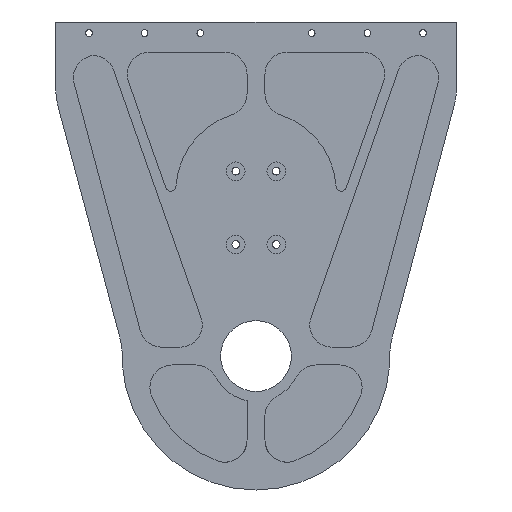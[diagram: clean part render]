
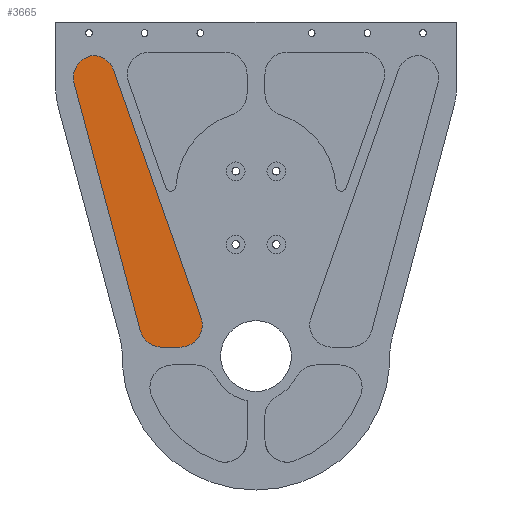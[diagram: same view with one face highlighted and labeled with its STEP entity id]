
A CAD part, left-side view. The second image highlights one B-rep face of the part: STEP entity #3665.
In plain terms, the highlighted planar face has unit normal (-1, 0, 0).
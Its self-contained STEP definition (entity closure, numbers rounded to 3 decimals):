
#13 = CARTESIAN_POINT ( 'NONE',  ( 0., 93287.879, 264178.965 ) ) ;
#112 = DIRECTION ( 'NONE',  ( 1., 0., 0. ) ) ;
#121 = EDGE_CURVE ( 'NONE', #3467, #1780, #4908, .T. ) ;
#327 = CARTESIAN_POINT ( 'NONE',  ( 0., 73.324, 125. ) ) ;
#329 = VERTEX_POINT ( 'NONE', #1396 ) ;
#371 = EDGE_CURVE ( 'NONE', #3895, #3467, #1966, .T. ) ;
#399 = ORIENTED_EDGE ( 'NONE', *, *, #2249, .F. ) ;
#480 = DIRECTION ( 'NONE',  ( 0., 0., -1. ) ) ;
#481 = EDGE_LOOP ( 'NONE', ( #1438, #1965, #1059, #1580, #5204, #399, #3777 ) ) ;
#494 = AXIS2_PLACEMENT_3D ( 'NONE', #2258, #2661, #1142 ) ;
#669 = AXIS2_PLACEMENT_3D ( 'NONE', #1813, #2933, #480 ) ;
#988 = CARTESIAN_POINT ( 'NONE',  ( 0., 42.321, 14. ) ) ;
#1059 = ORIENTED_EDGE ( 'NONE', *, *, #3905, .F. ) ;
#1106 = AXIS2_PLACEMENT_3D ( 'NONE', #4387, #2545, #2153 ) ;
#1108 = CARTESIAN_POINT ( 'NONE',  ( 0., 24.706, 17.329 ) ) ;
#1142 = DIRECTION ( 'NONE',  ( 0., 0., -1. ) ) ;
#1214 = VERTEX_POINT ( 'NONE', #4014 ) ;
#1233 = DIRECTION ( 'NONE',  ( 0., -0.333, -0.943 ) ) ;
#1242 = EDGE_CURVE ( 'NONE', #1214, #3942, #1609, .T. ) ;
#1331 = CARTESIAN_POINT ( 'NONE',  ( 0., 72.651, 134.977 ) ) ;
#1396 = CARTESIAN_POINT ( 'NONE',  ( 0., 42.321, 4. ) ) ;
#1438 = ORIENTED_EDGE ( 'NONE', *, *, #2369, .F. ) ;
#1580 = ORIENTED_EDGE ( 'NONE', *, *, #121, .F. ) ;
#1609 = LINE ( 'NONE', #4909, #3856 ) ;
#1727 = DIRECTION ( 'NONE',  ( 0., 0., -1. ) ) ;
#1780 = VERTEX_POINT ( 'NONE', #1108 ) ;
#1813 = CARTESIAN_POINT ( 'NONE',  ( 0., 34.135, 14. ) ) ;
#1913 = CARTESIAN_POINT ( 'NONE',  ( 0., 34.135, 4. ) ) ;
#1965 = ORIENTED_EDGE ( 'NONE', *, *, #2031, .F. ) ;
#1966 = CIRCLE ( 'NONE', #2303, 10. ) ;
#2031 = EDGE_CURVE ( 'NONE', #3714, #329, #3419, .T. ) ;
#2153 = DIRECTION ( 'NONE',  ( 0., 0., -1. ) ) ;
#2225 = CARTESIAN_POINT ( 'NONE',  ( 0., -291501., 4. ) ) ;
#2249 = EDGE_CURVE ( 'NONE', #3942, #3895, #2968, .T. ) ;
#2258 = CARTESIAN_POINT ( 'NONE',  ( 0., 42.321, 14. ) ) ;
#2303 = AXIS2_PLACEMENT_3D ( 'NONE', #327, #5144, #4374 ) ;
#2369 = EDGE_CURVE ( 'NONE', #329, #1214, #2550, .T. ) ;
#2545 = DIRECTION ( 'NONE',  ( 1., 0., 0. ) ) ;
#2550 = CIRCLE ( 'NONE', #4582, 10. ) ;
#2661 = DIRECTION ( 'NONE',  ( 1., 0., 0. ) ) ;
#2915 = CARTESIAN_POINT ( 'NONE',  ( 0., 63.895, 128.329 ) ) ;
#2933 = DIRECTION ( 'NONE',  ( 1., 0., 0. ) ) ;
#2935 = CIRCLE ( 'NONE', #669, 10. ) ;
#2968 = CIRCLE ( 'NONE', #1106, 10. ) ;
#3014 = DIRECTION ( 'NONE',  ( 0., 1., 0. ) ) ;
#3156 = FACE_OUTER_BOUND ( 'NONE', #481, .T. ) ;
#3419 = LINE ( 'NONE', #2225, #5227 ) ;
#3467 = VERTEX_POINT ( 'NONE', #2915 ) ;
#3665 = ADVANCED_FACE ( 'NONE', ( #3156 ), #4370, .F. ) ;
#3714 = VERTEX_POINT ( 'NONE', #1913 ) ;
#3777 = ORIENTED_EDGE ( 'NONE', *, *, #1242, .F. ) ;
#3856 = VECTOR ( 'NONE', #4113, 1000. ) ;
#3895 = VERTEX_POINT ( 'NONE', #1331 ) ;
#3905 = EDGE_CURVE ( 'NONE', #1780, #3714, #2935, .T. ) ;
#3942 = VERTEX_POINT ( 'NONE', #4159 ) ;
#4014 = CARTESIAN_POINT ( 'NONE',  ( 0., 51.982, 11.419 ) ) ;
#4113 = DIRECTION ( 'NONE',  ( 0., 0.258, 0.966 ) ) ;
#4159 = CARTESIAN_POINT ( 'NONE',  ( 0., 81.639, 122.419 ) ) ;
#4370 = PLANE ( 'NONE',  #494 ) ;
#4374 = DIRECTION ( 'NONE',  ( 0., 0., -1. ) ) ;
#4387 = CARTESIAN_POINT ( 'NONE',  ( 0., 71.977, 125. ) ) ;
#4582 = AXIS2_PLACEMENT_3D ( 'NONE', #988, #112, #1727 ) ;
#4681 = VECTOR ( 'NONE', #1233, 1000. ) ;
#4908 = LINE ( 'NONE', #13, #4681 ) ;
#4909 = CARTESIAN_POINT ( 'NONE',  ( 0., 80381.189, 300672.163 ) ) ;
#5144 = DIRECTION ( 'NONE',  ( 1., 0., 0. ) ) ;
#5204 = ORIENTED_EDGE ( 'NONE', *, *, #371, .F. ) ;
#5227 = VECTOR ( 'NONE', #3014, 1000. ) ;
